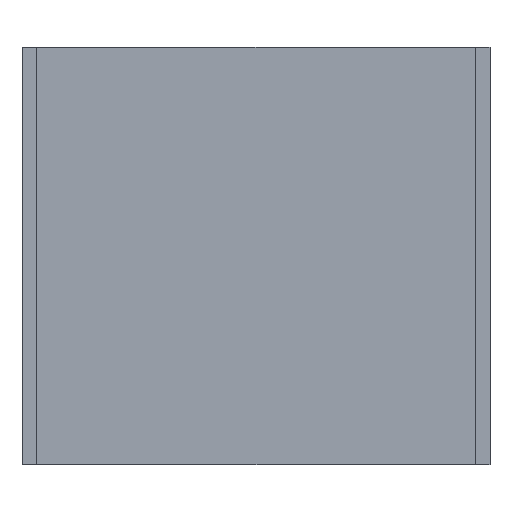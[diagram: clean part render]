
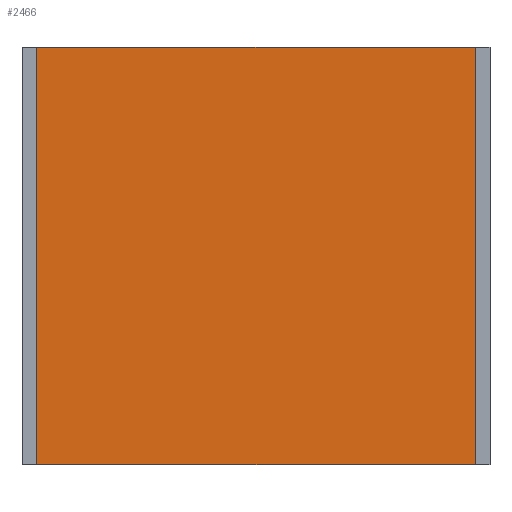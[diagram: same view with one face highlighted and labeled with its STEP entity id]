
A CAD part, front view. The second image highlights one B-rep face of the part: STEP entity #2466.
In plain terms, the highlighted planar face has unit normal (0, -1, 0).
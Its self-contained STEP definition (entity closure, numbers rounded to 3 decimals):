
#85 = DIRECTION ( 'NONE',  ( -1., 0., 0. ) ) ;
#88 = DIRECTION ( 'NONE',  ( 0., 0., 1. ) ) ;
#129 = ORIENTED_EDGE ( 'NONE', *, *, #2207, .T. ) ;
#177 = VECTOR ( 'NONE', #85, 1000. ) ;
#196 = AXIS2_PLACEMENT_3D ( 'NONE', #504, #496, #1871 ) ;
#295 = EDGE_CURVE ( 'NONE', #1974, #489, #827, .T. ) ;
#466 = VECTOR ( 'NONE', #88, 1000. ) ;
#489 = VERTEX_POINT ( 'NONE', #998 ) ;
#496 = DIRECTION ( 'NONE',  ( 0., -1., 0. ) ) ;
#504 = CARTESIAN_POINT ( 'NONE',  ( 0., 0., 0. ) ) ;
#734 = LINE ( 'NONE', #1238, #844 ) ;
#827 = LINE ( 'NONE', #1013, #177 ) ;
#844 = VECTOR ( 'NONE', #1827, 1000. ) ;
#998 = CARTESIAN_POINT ( 'NONE',  ( 0.49, 0., -14.18 ) ) ;
#1008 = LINE ( 'NONE', #1869, #466 ) ;
#1013 = CARTESIAN_POINT ( 'NONE',  ( 0., 0., -14.18 ) ) ;
#1100 = PLANE ( 'NONE',  #196 ) ;
#1238 = CARTESIAN_POINT ( 'NONE',  ( 0., 0., 0. ) ) ;
#1316 = EDGE_CURVE ( 'NONE', #2397, #489, #2300, .T. ) ;
#1441 = FACE_OUTER_BOUND ( 'NONE', #2291, .T. ) ;
#1551 = VECTOR ( 'NONE', #2305, 1000. ) ;
#1552 = CARTESIAN_POINT ( 'NONE',  ( 15.39, 0., 0. ) ) ;
#1597 = ORIENTED_EDGE ( 'NONE', *, *, #295, .F. ) ;
#1744 = ORIENTED_EDGE ( 'NONE', *, *, #1933, .F. ) ;
#1772 = CARTESIAN_POINT ( 'NONE',  ( 15.39, 0., -14.18 ) ) ;
#1796 = ORIENTED_EDGE ( 'NONE', *, *, #1316, .T. ) ;
#1812 = CARTESIAN_POINT ( 'NONE',  ( 0.49, 0., 0. ) ) ;
#1827 = DIRECTION ( 'NONE',  ( 1., 0., 0. ) ) ;
#1869 = CARTESIAN_POINT ( 'NONE',  ( 15.39, 0., 0. ) ) ;
#1871 = DIRECTION ( 'NONE',  ( 0., 0., -1. ) ) ;
#1933 = EDGE_CURVE ( 'NONE', #2397, #2268, #734, .T. ) ;
#1974 = VERTEX_POINT ( 'NONE', #1772 ) ;
#2207 = EDGE_CURVE ( 'NONE', #1974, #2268, #1008, .T. ) ;
#2268 = VERTEX_POINT ( 'NONE', #1552 ) ;
#2291 = EDGE_LOOP ( 'NONE', ( #1597, #129, #1744, #1796 ) ) ;
#2298 = CARTESIAN_POINT ( 'NONE',  ( 0.49, 0., 0. ) ) ;
#2300 = LINE ( 'NONE', #2298, #1551 ) ;
#2305 = DIRECTION ( 'NONE',  ( 0., 0., -1. ) ) ;
#2397 = VERTEX_POINT ( 'NONE', #1812 ) ;
#2466 = ADVANCED_FACE ( 'NONE', ( #1441 ), #1100, .T. ) ;
